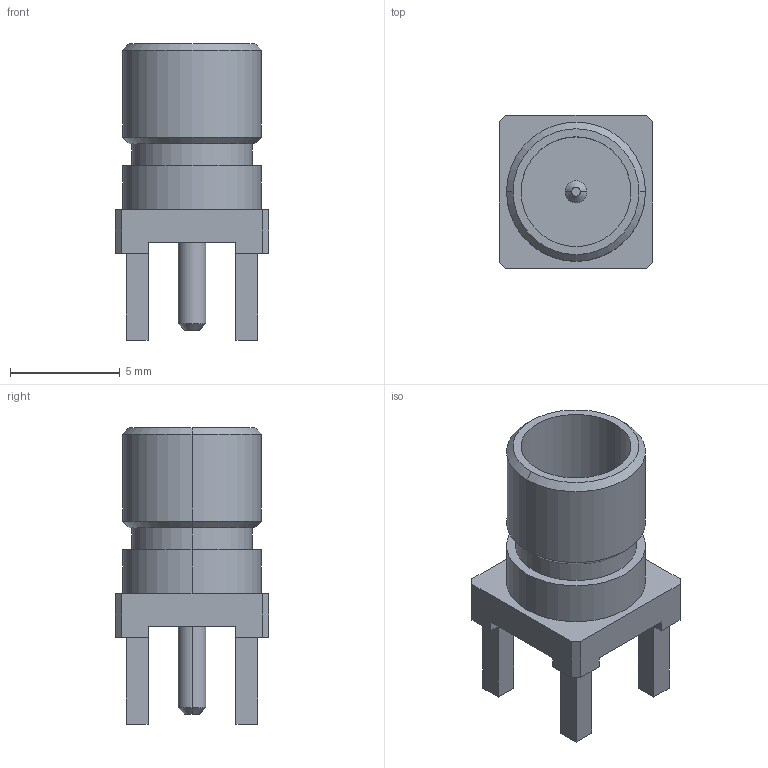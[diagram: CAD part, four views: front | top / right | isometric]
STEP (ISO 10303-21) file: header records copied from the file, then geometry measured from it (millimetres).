
FILE_DESCRIPTION (( 'STEP AP203' ), '1' );
FILE_NAME ('Âûñîêî÷àñòîòíûé ðàçú¸ì Samtec SMA–J–P–H–ST–TH1.STEP', '2014-05-12T10:59:23', ( '' ), ( '' ), 'SwSTEP 2.0', 'SolidWorks 2012', '' );
FILE_SCHEMA (( 'CONFIG_CONTROL_DESIGN' ));
Length unit declared in the file: millimetre
Products named in the file (1): Âûñîêî÷àñòîòíûé ðàçú¸ì Samtec SMA–J–P–H–ST–TH1
Bounding box: 7 x 7 x 13.5 mm (x, y, z)
Volume: 230.1 mm3; surface area: 472.1 mm2
Topology: 1 solids, 1 shells, 60 faces, 148 edges, 96 vertices
Faces by surface type: plane 40, cylinder 12, cone 8
Entity records: 1837 total; most frequent: CARTESIAN_POINT 305, DIRECTION 302, ORIENTED_EDGE 296, EDGE_CURVE 148, VECTOR 116, LINE 116, VERTEX_POINT 96, AXIS2_PLACEMENT_3D 93
